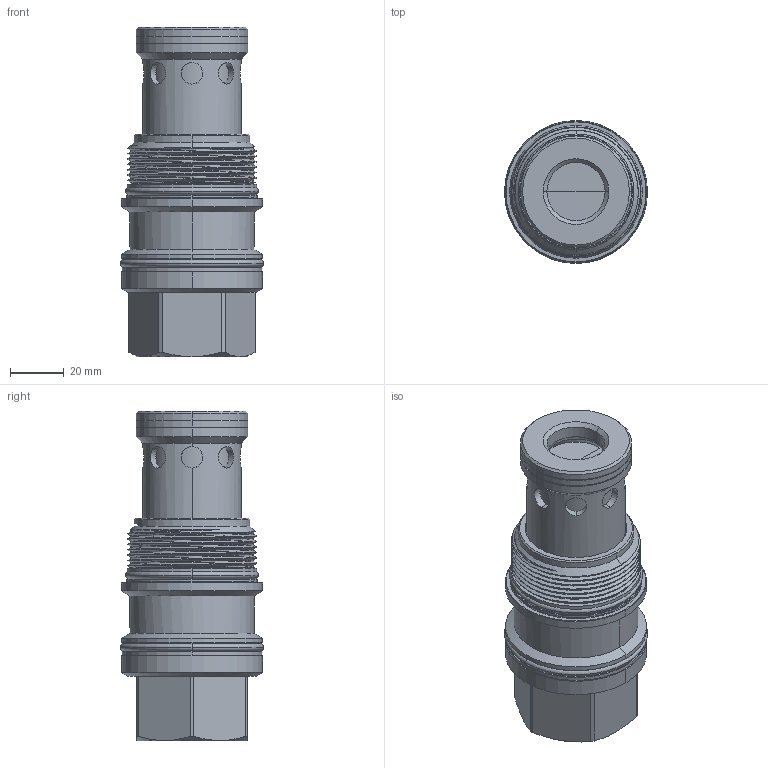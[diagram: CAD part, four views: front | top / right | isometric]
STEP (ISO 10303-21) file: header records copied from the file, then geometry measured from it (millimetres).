
FILE_DESCRIPTION (( 'STEP AP203' ), '1' );
FILE_NAME ('RV19A3G-8.STEP', '2016-08-10T05:23:53', ( '' ), ( '' ), 'SwSTEP 2.0', 'SolidWorks 2012', '' );
FILE_SCHEMA (( 'CONFIG_CONTROL_DESIGN' ));
Length unit declared in the file: millimetre
Products named in the file (1): RV19A3G-8
Bounding box: 53.11 x 53.11 x 122.36 mm (x, y, z)
Volume: 178010.7 mm3; surface area: 31298.8 mm2
Topology: 4 solids, 4 shells, 200 faces, 464 edges, 286 vertices
Faces by surface type: cylinder 101, cone 51, plane 28, torus 12, bspline 6, sphere 2
Entity records: 9155 total; most frequent: CARTESIAN_POINT 4675, DIRECTION 925, ORIENTED_EDGE 924, EDGE_CURVE 462, AXIS2_PLACEMENT_3D 383, VERTEX_POINT 286, EDGE_LOOP 224, FACE_OUTER_BOUND 200
